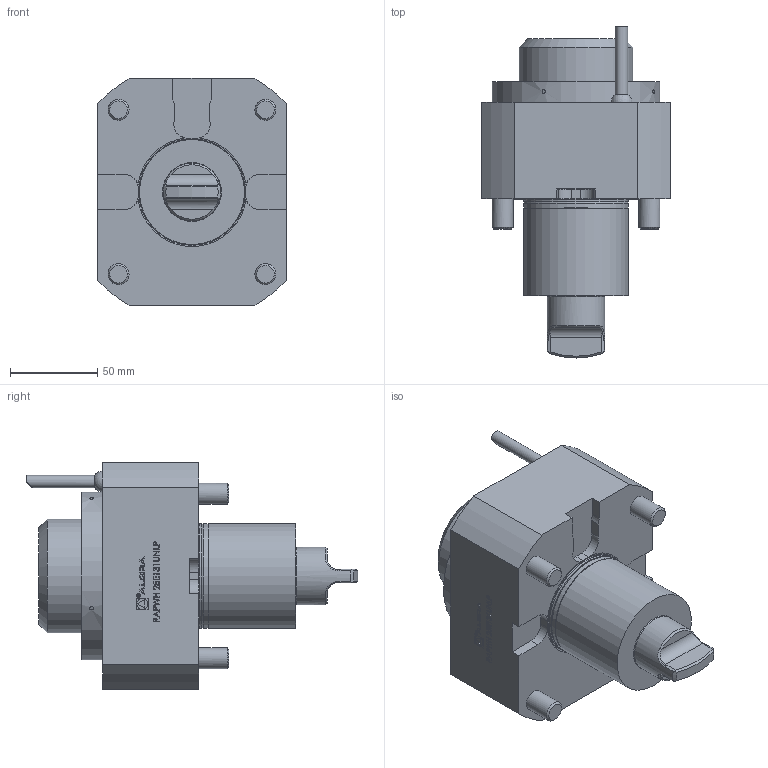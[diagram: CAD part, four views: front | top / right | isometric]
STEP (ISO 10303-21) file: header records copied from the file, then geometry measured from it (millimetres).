
FILE_DESCRIPTION (( 'STEP AP214' ), '1' );
FILE_NAME ('RAPWH25E131UNLP.STEP', '2025-08-28T07:40:25', ( '' ), ( '' ), 'SwSTEP 2.0', 'SolidWorks 2023', '' );
FILE_SCHEMA (( 'AUTOMOTIVE_DESIGN' ));
Length unit declared in the file: millimetre
Products named in the file (1): RAPWH25E131UNLP
Bounding box: 108 x 189.7 x 130 mm (x, y, z)
Volume: 1089384.2 mm3; surface area: 77054.1 mm2
Topology: 1 solids, 1 shells, 422 faces, 1091 edges, 721 vertices
Faces by surface type: plane 275, bspline 63, cylinder 58, cone 23, torus 2, sphere 1
Full cylindrical faces by diameter (mm): 1.7 x1, 2.1 x1, 4 x1, 6.366 x1, 7 x1, 12 x4, 33 x1, 59.6 x1, 60 x2, 65 x1, 96 x1
Entity records: 20259 total; most frequent: CARTESIAN_POINT 7172, ORIENTED_EDGE 2106, DIRECTION 1732, EDGE_CURVE 1053, LINE 752, VECTOR 752, VERTEX_POINT 710, EDGE_LOOP 499
